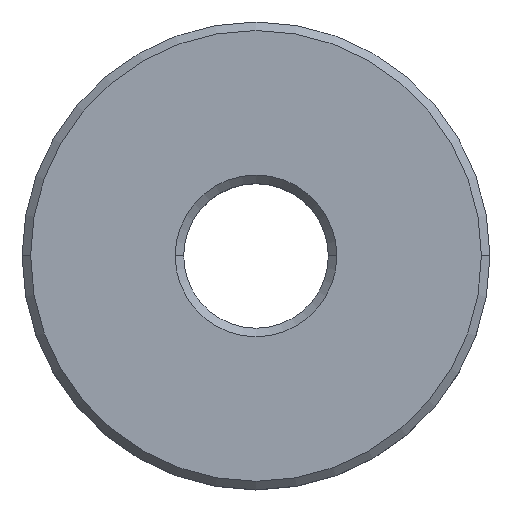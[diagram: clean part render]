
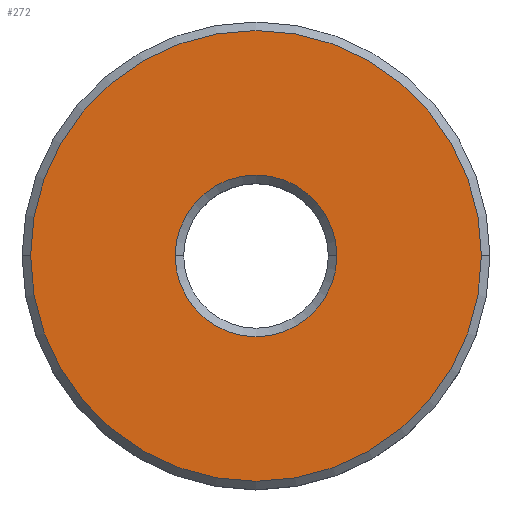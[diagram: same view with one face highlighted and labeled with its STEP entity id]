
A CAD part, top view. The second image highlights one B-rep face of the part: STEP entity #272.
In plain terms, the highlighted planar face has unit normal (0, 0, 1).
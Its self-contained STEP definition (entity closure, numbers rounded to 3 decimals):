
#27 = CARTESIAN_POINT ( 'NONE',  ( -1.9, 0., 3. ) ) ;
#40 = AXIS2_PLACEMENT_3D ( 'NONE', #242, #365, #214 ) ;
#43 = CARTESIAN_POINT ( 'NONE',  ( 0., 0., 3. ) ) ;
#44 = VERTEX_POINT ( 'NONE', #27 ) ;
#50 = CIRCLE ( 'NONE', #126, 5.3 ) ;
#51 = VERTEX_POINT ( 'NONE', #240 ) ;
#52 = ORIENTED_EDGE ( 'NONE', *, *, #394, .T. ) ;
#58 = CARTESIAN_POINT ( 'NONE',  ( 0., 0., 3. ) ) ;
#62 = AXIS2_PLACEMENT_3D ( 'NONE', #58, #117, #335 ) ;
#63 = FACE_BOUND ( 'NONE', #95, .T. ) ;
#66 = EDGE_LOOP ( 'NONE', ( #195, #285 ) ) ;
#75 = EDGE_CURVE ( 'NONE', #78, #135, #173, .T. ) ;
#78 = VERTEX_POINT ( 'NONE', #302 ) ;
#88 = CIRCLE ( 'NONE', #62, 1.9 ) ;
#91 = CARTESIAN_POINT ( 'NONE',  ( 5.3, 0., 3. ) ) ;
#95 = EDGE_LOOP ( 'NONE', ( #231, #52 ) ) ;
#99 = CARTESIAN_POINT ( 'NONE',  ( 0., 0., 3. ) ) ;
#117 = DIRECTION ( 'NONE',  ( 0., 0., -1. ) ) ;
#118 = AXIS2_PLACEMENT_3D ( 'NONE', #43, #318, #356 ) ;
#126 = AXIS2_PLACEMENT_3D ( 'NONE', #99, #222, #353 ) ;
#135 = VERTEX_POINT ( 'NONE', #91 ) ;
#145 = CIRCLE ( 'NONE', #320, 1.9 ) ;
#167 = FACE_OUTER_BOUND ( 'NONE', #66, .T. ) ;
#173 = CIRCLE ( 'NONE', #40, 5.3 ) ;
#184 = EDGE_CURVE ( 'NONE', #51, #44, #88, .T. ) ;
#195 = ORIENTED_EDGE ( 'NONE', *, *, #75, .T. ) ;
#202 = PLANE ( 'NONE',  #118 ) ;
#214 = DIRECTION ( 'NONE',  ( 1., 0., 0. ) ) ;
#222 = DIRECTION ( 'NONE',  ( 0., 0., 1. ) ) ;
#231 = ORIENTED_EDGE ( 'NONE', *, *, #184, .T. ) ;
#240 = CARTESIAN_POINT ( 'NONE',  ( 1.9, 0., 3. ) ) ;
#242 = CARTESIAN_POINT ( 'NONE',  ( 0., 0., 3. ) ) ;
#263 = DIRECTION ( 'NONE',  ( 1., 0., 0. ) ) ;
#268 = CARTESIAN_POINT ( 'NONE',  ( 0., 0., 3. ) ) ;
#272 = ADVANCED_FACE ( 'NONE', ( #167, #63 ), #202, .T. ) ;
#285 = ORIENTED_EDGE ( 'NONE', *, *, #305, .T. ) ;
#296 = DIRECTION ( 'NONE',  ( 0., 0., -1. ) ) ;
#302 = CARTESIAN_POINT ( 'NONE',  ( -5.3, 0., 3. ) ) ;
#305 = EDGE_CURVE ( 'NONE', #135, #78, #50, .T. ) ;
#318 = DIRECTION ( 'NONE',  ( 0., 0., 1. ) ) ;
#320 = AXIS2_PLACEMENT_3D ( 'NONE', #268, #296, #263 ) ;
#335 = DIRECTION ( 'NONE',  ( 1., 0., 0. ) ) ;
#353 = DIRECTION ( 'NONE',  ( 1., 0., 0. ) ) ;
#356 = DIRECTION ( 'NONE',  ( 1., 0., 0. ) ) ;
#365 = DIRECTION ( 'NONE',  ( 0., 0., 1. ) ) ;
#394 = EDGE_CURVE ( 'NONE', #44, #51, #145, .T. ) ;
